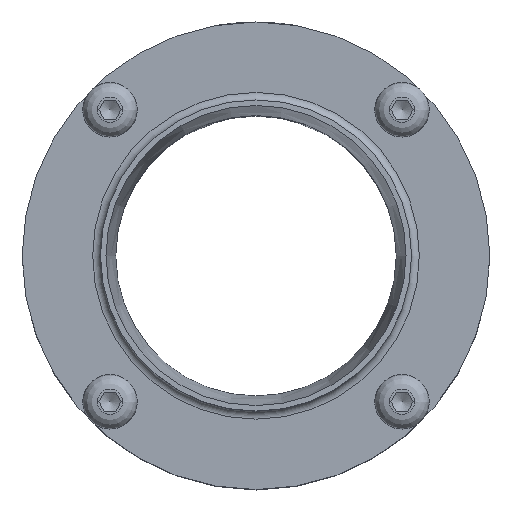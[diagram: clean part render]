
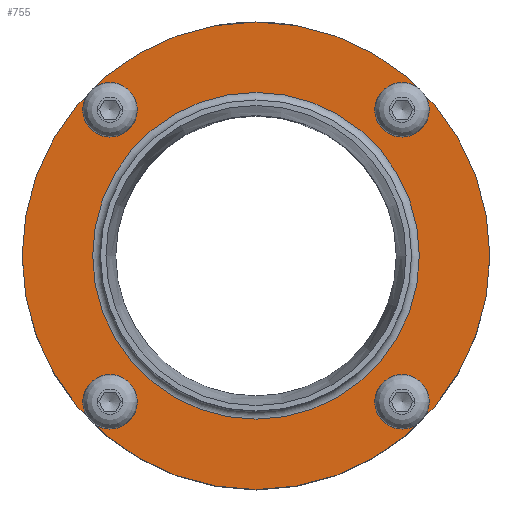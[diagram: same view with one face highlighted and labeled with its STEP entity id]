
A CAD part, top view. The second image highlights one B-rep face of the part: STEP entity #755.
In plain terms, the highlighted planar face has unit normal (0, 0, 1).
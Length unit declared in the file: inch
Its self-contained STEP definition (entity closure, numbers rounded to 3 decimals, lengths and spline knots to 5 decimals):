
#58=PLANE($,#855);
#112=CIRCLE($,#840,0.14063);
#114=CIRCLE($,#843,0.14063);
#116=CIRCLE($,#846,0.14063);
#118=CIRCLE($,#849,0.14063);
#121=CIRCLE($,#854,1.31);
#122=CIRCLE($,#856,1.875);
#176=FACE_BOUND($,#342,.T.);
#177=FACE_BOUND($,#343,.T.);
#178=FACE_BOUND($,#344,.T.);
#179=FACE_BOUND($,#345,.T.);
#180=FACE_BOUND($,#346,.T.);
#181=FACE_BOUND($,#347,.T.);
#342=EDGE_LOOP($,(#636));
#343=EDGE_LOOP($,(#637));
#344=EDGE_LOOP($,(#638));
#345=EDGE_LOOP($,(#639));
#346=EDGE_LOOP($,(#640));
#347=EDGE_LOOP($,(#641));
#450=VERTEX_POINT($,#1468);
#452=VERTEX_POINT($,#1473);
#454=VERTEX_POINT($,#1478);
#456=VERTEX_POINT($,#1483);
#459=VERTEX_POINT($,#1491);
#460=VERTEX_POINT($,#1494);
#520=EDGE_CURVE($,#450,#450,#112,.T.);
#522=EDGE_CURVE($,#452,#452,#114,.T.);
#524=EDGE_CURVE($,#454,#454,#116,.T.);
#526=EDGE_CURVE($,#456,#456,#118,.T.);
#529=EDGE_CURVE($,#459,#459,#121,.T.);
#530=EDGE_CURVE($,#460,#460,#122,.T.);
#636=ORIENTED_EDGE($,*,*,#520,.T.);
#637=ORIENTED_EDGE($,*,*,#522,.T.);
#638=ORIENTED_EDGE($,*,*,#524,.T.);
#639=ORIENTED_EDGE($,*,*,#526,.T.);
#640=ORIENTED_EDGE($,*,*,#530,.F.);
#641=ORIENTED_EDGE($,*,*,#529,.T.);
#755=ADVANCED_FACE($,(#176,#177,#178,#179,#180,#181),#58,.T.);
#840=AXIS2_PLACEMENT_3D($,#1469,#1014,#1015);
#843=AXIS2_PLACEMENT_3D($,#1474,#1020,#1021);
#846=AXIS2_PLACEMENT_3D($,#1479,#1026,#1027);
#849=AXIS2_PLACEMENT_3D($,#1484,#1032,#1033);
#854=AXIS2_PLACEMENT_3D($,#1492,#1042,#1043);
#855=AXIS2_PLACEMENT_3D($,#1493,#1044,#1045);
#856=AXIS2_PLACEMENT_3D($,#1495,#1046,#1047);
#1014=DIRECTION('center_axis',(0.,0.,-1.));
#1015=DIRECTION('ref_axis',(0.,1.,0.));
#1020=DIRECTION('center_axis',(0.,0.,-1.));
#1021=DIRECTION('ref_axis',(-1.,0.,0.));
#1026=DIRECTION('center_axis',(0.,0.,-1.));
#1027=DIRECTION('ref_axis',(0.,-1.,0.));
#1032=DIRECTION('center_axis',(0.,0.,-1.));
#1033=DIRECTION('ref_axis',(1.,0.,0.));
#1042=DIRECTION('center_axis',(0.,0.,-1.));
#1043=DIRECTION('ref_axis',(1.,0.,0.));
#1044=DIRECTION('center_axis',(0.,0.,1.));
#1045=DIRECTION('ref_axis',(1.,0.,0.));
#1046=DIRECTION('center_axis',(0.,0.,-1.));
#1047=DIRECTION('ref_axis',(1.,0.,0.));
#1468=CARTESIAN_POINT('',(-1.17097,1.31159,-1.25));
#1469=CARTESIAN_POINT('Origin',(-1.17097,1.17097,-1.25));
#1473=CARTESIAN_POINT('',(-1.31159,-1.17097,-1.25));
#1474=CARTESIAN_POINT('Origin',(-1.17097,-1.17097,-1.25));
#1478=CARTESIAN_POINT('',(1.17097,-1.31159,-1.25));
#1479=CARTESIAN_POINT('Origin',(1.17097,-1.17097,-1.25));
#1483=CARTESIAN_POINT('',(1.31159,1.17097,-1.25));
#1484=CARTESIAN_POINT('Origin',(1.17097,1.17097,-1.25));
#1491=CARTESIAN_POINT('',(0.,1.31,-1.25));
#1492=CARTESIAN_POINT('Origin',(0.,0.,-1.25));
#1493=CARTESIAN_POINT('Origin',(0.,1.875,-1.25));
#1494=CARTESIAN_POINT('',(0.,1.875,-1.25));
#1495=CARTESIAN_POINT('Origin',(0.,0.,-1.25));
